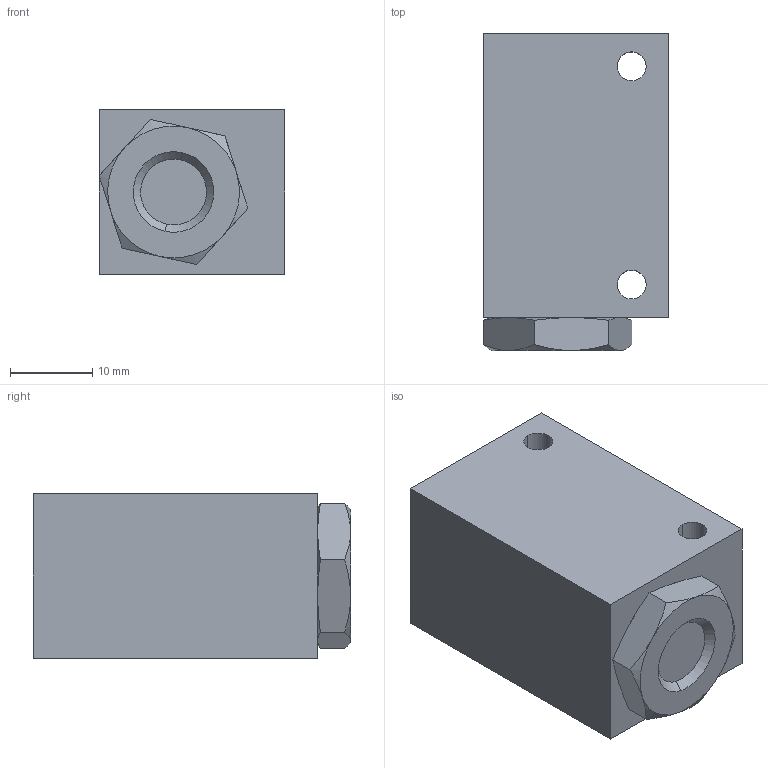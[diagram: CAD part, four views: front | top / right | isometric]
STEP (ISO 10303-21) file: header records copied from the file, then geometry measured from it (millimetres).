
FILE_DESCRIPTION (( 'STEP AP214' ), '1' );
FILE_NAME ('08_180_4.STEP', '2016-01-04T13:39:28', ( '' ), ( '' ), 'SwSTEP 2.0', 'SolidWorks 2016', '' );
FILE_SCHEMA (( 'AUTOMOTIVE_DESIGN' ));
Length unit declared in the file: millimetre
Products named in the file (1): 08_180_4
Bounding box: 22.52 x 38.5 x 20 mm (x, y, z)
Volume: 14985 mm3; surface area: 4918.2 mm2
Topology: 1 solids, 1 shells, 42 faces, 92 edges, 56 vertices
Faces by surface type: cone 18, plane 16, cylinder 8
Entity records: 1466 total; most frequent: CARTESIAN_POINT 299, DIRECTION 190, ORIENTED_EDGE 184, EDGE_CURVE 92, AXIS2_PLACEMENT_3D 79, VERTEX_POINT 56, EDGE_LOOP 50, FACE_OUTER_BOUND 42
